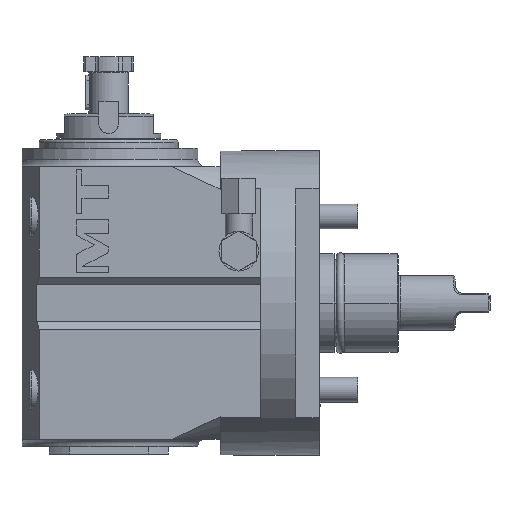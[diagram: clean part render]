
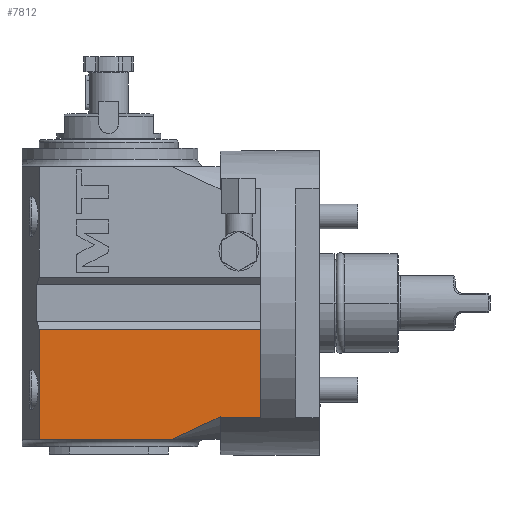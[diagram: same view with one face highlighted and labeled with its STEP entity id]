
A CAD part, front view. The second image highlights one B-rep face of the part: STEP entity #7812.
In plain terms, the highlighted planar face has unit normal (0, -1, 0).
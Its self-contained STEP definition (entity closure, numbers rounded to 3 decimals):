
#594=DIRECTION('',(-1.,0.,0.));
#595=VECTOR('',#594,89.5);
#596=CARTESIAN_POINT('',(-23.5,-40.5,-10.5));
#597=LINE('',#596,#595);
#598=DIRECTION('',(-1.,0.,0.));
#599=VECTOR('',#598,16.5);
#600=CARTESIAN_POINT('',(-23.5,-40.5,-46.282));
#601=LINE('',#600,#599);
#602=CARTESIAN_POINT('',(-59.377,-40.5,-55.));
#603=CARTESIAN_POINT('',(-57.568,-40.5,-54.182));
#604=CARTESIAN_POINT('',(-54.05,-40.5,-52.579));
#605=CARTESIAN_POINT('',(-49.078,-40.5,-50.276));
#606=CARTESIAN_POINT('',(-44.387,-40.5,-48.064));
#607=CARTESIAN_POINT('',(-41.433,-40.5,-46.644));
#608=CARTESIAN_POINT('',(-40.,-40.5,-45.949));
#610=DIRECTION('',(1.,0.,0.));
#611=VECTOR('',#610,53.623);
#612=CARTESIAN_POINT('',(-113.,-40.5,-55.));
#613=LINE('',#612,#611);
#614=DIRECTION('',(0.,0.,-1.));
#615=VECTOR('',#614,44.5);
#616=CARTESIAN_POINT('',(-113.,-40.5,-10.5));
#617=LINE('',#616,#615);
#627=DIRECTION('',(0.,0.,-1.));
#628=VECTOR('',#627,35.782);
#629=CARTESIAN_POINT('',(-23.5,-40.5,-10.5));
#630=LINE('',#629,#628);
#648=DIRECTION('',(0.,0.,-1.));
#649=VECTOR('',#648,0.333);
#650=CARTESIAN_POINT('',(-40.,-40.5,-45.949));
#651=LINE('',#650,#649);
#6247=CARTESIAN_POINT('',(-40.,-40.5,-46.282));
#6249=VERTEX_POINT('',#6247);
#6295=CARTESIAN_POINT('',(-23.5,-40.5,-10.5));
#6296=VERTEX_POINT('',#6295);
#6297=CARTESIAN_POINT('',(-23.5,-40.5,-46.282));
#6298=VERTEX_POINT('',#6297);
#6425=CARTESIAN_POINT('',(-113.,-40.5,-55.));
#6426=VERTEX_POINT('',#6425);
#6427=CARTESIAN_POINT('',(-59.377,-40.5,-55.));
#6428=VERTEX_POINT('',#6427);
#6447=CARTESIAN_POINT('',(-113.,-40.5,-10.5));
#6449=VERTEX_POINT('',#6447);
#6459=CARTESIAN_POINT('',(-40.,-40.5,-45.949));
#6461=VERTEX_POINT('',#6459);
#7793=CARTESIAN_POINT('',(-40.,-40.5,46.282));
#7794=DIRECTION('',(0.,1.,0.));
#7795=DIRECTION('',(0.,0.,-1.));
#7796=AXIS2_PLACEMENT_3D('',#7793,#7794,#7795);
#7797=PLANE('',#7796);
#7798=ORIENTED_EDGE('',*,*,#7783,.F.);
#7800=ORIENTED_EDGE('',*,*,#7799,.T.);
#7801=ORIENTED_EDGE('',*,*,#7463,.T.);
#7803=ORIENTED_EDGE('',*,*,#7802,.F.);
#7805=ORIENTED_EDGE('',*,*,#7804,.F.);
#7807=ORIENTED_EDGE('',*,*,#7806,.F.);
#7809=ORIENTED_EDGE('',*,*,#7808,.F.);
#7810=EDGE_LOOP('',(#7798,#7800,#7801,#7803,#7805,#7807,#7809));
#7811=FACE_OUTER_BOUND('',#7810,.F.);
#7812=ADVANCED_FACE('',(#7811),#7797,.F.);
#609=B_SPLINE_CURVE_WITH_KNOTS('',3,(#602,#603,#604,#605,#606,#607,#608),
.UNSPECIFIED.,.F.,.F.,(4,1,1,1,4),(0.,0.25,0.5,0.75,1.),
.UNSPECIFIED.);
#7463=EDGE_CURVE('',#6298,#6249,#601,.T.);
#7783=EDGE_CURVE('',#6296,#6449,#597,.T.);
#7799=EDGE_CURVE('',#6296,#6298,#630,.T.);
#7802=EDGE_CURVE('',#6461,#6249,#651,.T.);
#7804=EDGE_CURVE('',#6428,#6461,#609,.T.);
#7806=EDGE_CURVE('',#6426,#6428,#613,.T.);
#7808=EDGE_CURVE('',#6449,#6426,#617,.T.);
